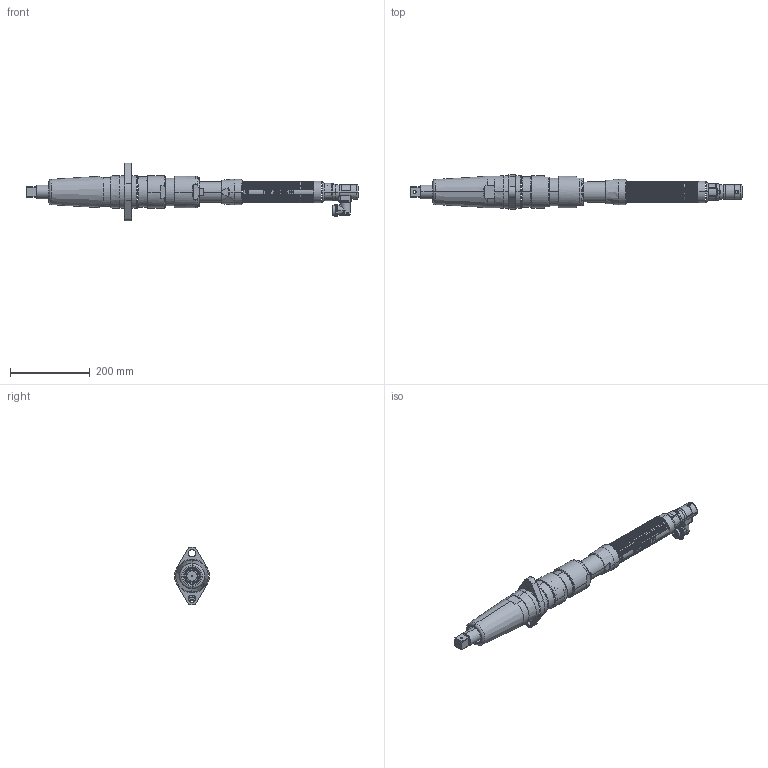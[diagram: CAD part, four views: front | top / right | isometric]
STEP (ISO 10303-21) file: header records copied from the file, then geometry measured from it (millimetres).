
FILE_DESCRIPTION((''),'2;1');
FILE_NAME('EB55MB4F1-620R','2013-06-12T',('MAM0508'),(''),'PRO/ENGINEER BY PARAMETRIC TECHNOLOGY CORPORATION, 2010430','PRO/ENGINEER BY PARAMETRIC TECHNOLOGY CORPORATION, 2010430','');
FILE_SCHEMA(('CONFIG_CONTROL_DESIGN'));
Length unit declared in the file: inch
Products named in the file (1): EB55MB4F1-620R
Bounding box: 830.8 x 87.38 x 144.48 mm (x, y, z)
Surface area: 217575 mm2 (no closed solid volume)
Topology: 0 solids, 101 shells, 384 faces, 2715 edges, 2339 vertices
Faces by surface type: cylinder 171, plane 125, cone 36, torus 25, bspline 25, extrusion 2
Entity records: 32494 total; most frequent: CARTESIAN_POINT 13659, DIRECTION 3501, ORIENTED_EDGE 3263, EDGE_CURVE 2715, VERTEX_POINT 2339, VECTOR 1477, LINE 1475, AXIS2_PLACEMENT_3D 1012
